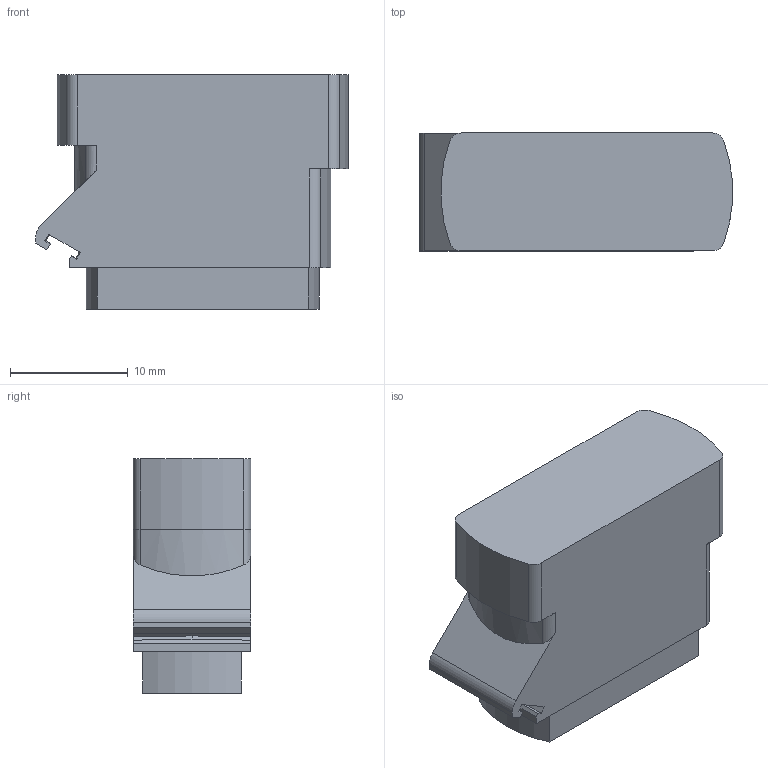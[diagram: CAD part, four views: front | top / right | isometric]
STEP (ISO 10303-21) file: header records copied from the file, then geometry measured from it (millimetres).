
FILE_DESCRIPTION((''),'2;1');
FILE_NAME('00113080802','2020-09-03T',('presta_be4'),(''),'CREO PARAMETRIC BY PTC INC, 2018360','CREO PARAMETRIC BY PTC INC, 2018360','');
FILE_SCHEMA(('CONFIG_CONTROL_DESIGN'));
Products named in the file (1): 00113080802
Bounding box: 26.57 x 10 x 19.92 mm (x, y, z)
Volume: 3545.3 mm3; surface area: 4784.4 mm2
Topology: 1 solids, 1 shells, 2146 faces, 5599 edges, 3490 vertices
Faces by surface type: plane 1317, cone 324, cylinder 305, torus 200
Entity records: 70924 total; most frequent: CARTESIAN_POINT 17531, DIRECTION 11413, ORIENTED_EDGE 11166, EDGE_CURVE 5583, AXIS2_PLACEMENT_3D 4175, VERTEX_POINT 3490, VECTOR 3063, LINE 3063
